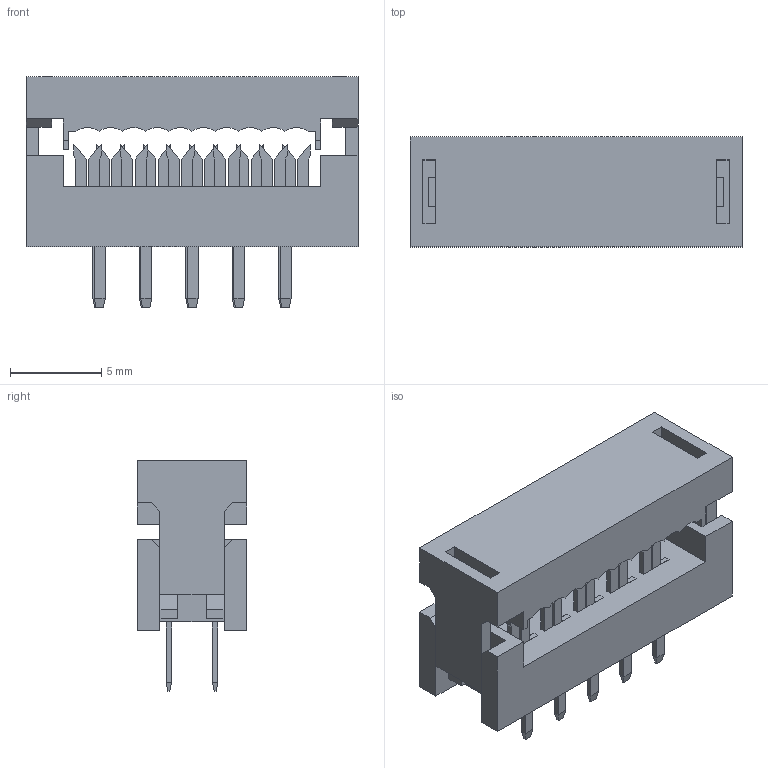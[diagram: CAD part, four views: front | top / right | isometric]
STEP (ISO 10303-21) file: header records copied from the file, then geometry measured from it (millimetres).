
FILE_DESCRIPTION(/* description */ ('Unknown'),/* implementation_level */ '2;1');
FILE_NAME(/* name */ '61201022323',/* time_stamp */ '2017-05-17T09:59:41+02:00',/* author */ ('Unknown'),/* organization */ ('Unknown'),/* preprocessor_version */ 'ST-DEVELOPER v16.7',/* originating_system */ 'DEX',/* authorisation */ $);
FILE_SCHEMA (('AUTOMOTIVE_DESIGN {1 0 10303 214 3 1 1}'));
Length unit declared in the file: millimetre
Products named in the file (4): 6120xx22323_Open; 61201022323; 6120xx22323_PIN; 61201022323_PAD
Assembly tree (12 placements, depth 2):
  6120xx22323_Open
    61201022323
    6120xx22323_PIN  x10
    61201022323_PAD
Bounding box: 18.15 x 6 x 12.6 mm (x, y, z)
Volume: 643.9 mm3; surface area: 1355.4 mm2
Topology: 12 solids, 12 shells, 501 faces, 1349 edges, 870 vertices
Faces by surface type: plane 481, cylinder 20
Entity records: 9019 total; most frequent: CARTESIAN_POINT 1569, ORIENTED_EDGE 1546, DIRECTION 1371, EDGE_CURVE 773, LINE 731, VECTOR 731, VERTEX_POINT 510, AXIS2_PLACEMENT_3D 320
